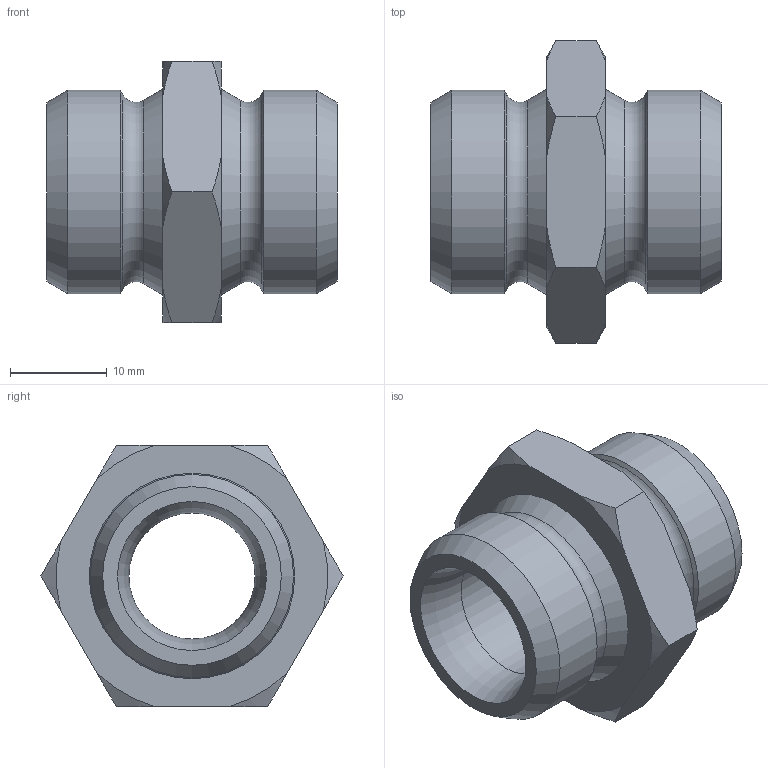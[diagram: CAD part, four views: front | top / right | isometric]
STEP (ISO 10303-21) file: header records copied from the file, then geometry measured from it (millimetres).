
FILE_DESCRIPTION(( 'RX.12.12.12.STP' ), '1');
FILE_NAME( 'RX.12.12.12.STP', '2018-10-10T10:53:21',( 'Sopra'),('sopra-pneumatic.com'), 'SwSTEP 2.0','SolidWorks 2009','' );
FILE_SCHEMA (('AUTOMOTIVE_DESIGN { 1 0 10303 214 1 1 1 1 }'));
Length unit declared in the file: millimetre
Products named in the file (2): Root; ELEMENTO DI ROTAZIONE_0
Assembly tree (1 placements, depth 2):
  Root
    ELEMENTO DI ROTAZIONE_0
Bounding box: 30 x 31.18 x 27 mm (x, y, z)
Volume: 7354.1 mm3; surface area: 4188 mm2
Topology: 1 solids, 1 shells, 35 faces, 89 edges, 58 vertices
Faces by surface type: cone 19, plane 10, cylinder 3, torus 3
Full cylindrical faces by diameter (mm): 13 x1, 20.955 x2
Entity records: 1704 total; most frequent: DIRECTION 196, CARTESIAN_POINT 159, PRESENTATION_STYLE_ASSIGNMENT 141, COLOUR_RGB 141, DRAUGHTING_PRE_DEFINED_CURVE_FONT 140, CURVE_STYLE 140, OVER_RIDING_STYLED_ITEM 140, ORIENTED_EDGE 140
